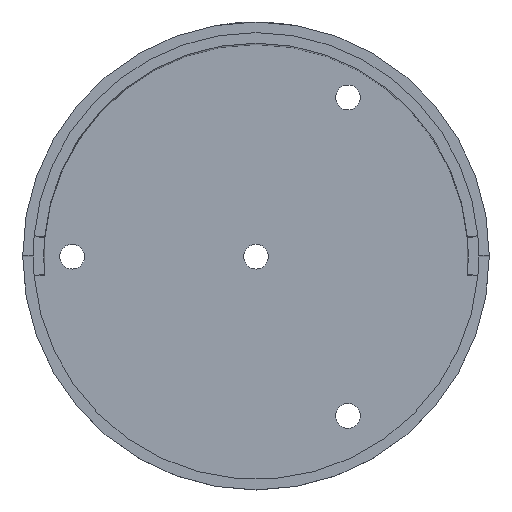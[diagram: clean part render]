
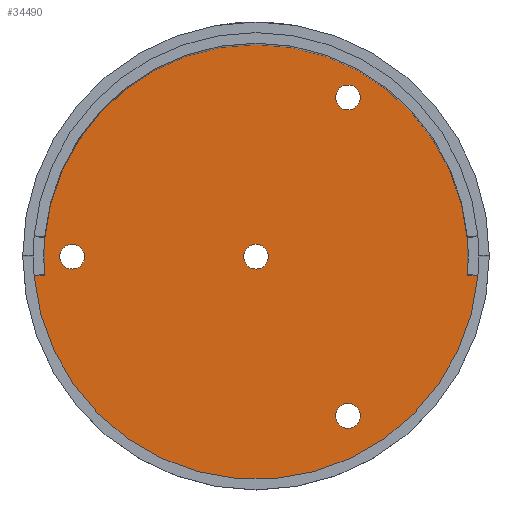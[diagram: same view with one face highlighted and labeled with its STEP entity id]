
A CAD part, top view. The second image highlights one B-rep face of the part: STEP entity #34490.
In plain terms, the highlighted planar face has unit normal (0, 0, 1).
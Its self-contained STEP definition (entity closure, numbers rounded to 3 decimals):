
#192 = EDGE_CURVE ( 'NONE', #12373, #17648, #3241, .T. ) ;
#426 = FACE_OUTER_BOUND ( 'NONE', #17520, .T. ) ;
#433 = DIRECTION ( 'NONE',  ( 0., -1., 0. ) ) ;
#524 = DIRECTION ( 'NONE',  ( 0., -1., 0. ) ) ;
#1511 = CIRCLE ( 'NONE', #23733, 1.75 ) ;
#1739 = CARTESIAN_POINT ( 'NONE',  ( -31.38, -2.745, 3. ) ) ;
#2069 = CARTESIAN_POINT ( 'NONE',  ( 0., -1.75, 3. ) ) ;
#2099 = VECTOR ( 'NONE', #26059, 1000. ) ;
#2359 = PLANE ( 'NONE',  #25898 ) ;
#2410 = CARTESIAN_POINT ( 'NONE',  ( 13., 22.517, 3. ) ) ;
#2434 = EDGE_CURVE ( 'NONE', #9590, #29440, #1511, .T. ) ;
#2472 = ORIENTED_EDGE ( 'NONE', *, *, #5617, .F. ) ;
#2761 = ORIENTED_EDGE ( 'NONE', *, *, #12248, .F. ) ;
#3241 = CIRCLE ( 'NONE', #10787, 1.75 ) ;
#3380 = CIRCLE ( 'NONE', #9754, 1.75 ) ;
#3537 = ORIENTED_EDGE ( 'NONE', *, *, #2434, .F. ) ;
#3689 = DIRECTION ( 'NONE',  ( 0., 0., 1. ) ) ;
#3922 = CARTESIAN_POINT ( 'NONE',  ( 13., 22.517, 3. ) ) ;
#4229 = AXIS2_PLACEMENT_3D ( 'NONE', #3922, #3689, #14214 ) ;
#4625 = AXIS2_PLACEMENT_3D ( 'NONE', #8477, #29939, #524 ) ;
#4759 = EDGE_CURVE ( 'NONE', #19579, #15841, #8714, .T. ) ;
#4925 = CARTESIAN_POINT ( 'NONE',  ( 0., 30., 3. ) ) ;
#5141 = DIRECTION ( 'NONE',  ( 0., 0., 1. ) ) ;
#5182 = CARTESIAN_POINT ( 'NONE',  ( 0., 0., 3. ) ) ;
#5270 = CARTESIAN_POINT ( 'NONE',  ( 0., 0., 3. ) ) ;
#5617 = EDGE_CURVE ( 'NONE', #28394, #8012, #33309, .T. ) ;
#5792 = VECTOR ( 'NONE', #26166, 1000. ) ;
#5868 = ORIENTED_EDGE ( 'NONE', *, *, #34337, .F. ) ;
#5979 = CARTESIAN_POINT ( 'NONE',  ( 0., 0., 3. ) ) ;
#6172 = DIRECTION ( 'NONE',  ( 0., 1., 0. ) ) ;
#6330 = DIRECTION ( 'NONE',  ( 0., 0., 1. ) ) ;
#6372 = ORIENTED_EDGE ( 'NONE', *, *, #33608, .F. ) ;
#7100 = CIRCLE ( 'NONE', #4625, 1.75 ) ;
#7331 = CARTESIAN_POINT ( 'NONE',  ( 0., 0., 3. ) ) ;
#7506 = CARTESIAN_POINT ( 'NONE',  ( -29.886, -2.615, 3. ) ) ;
#7606 = AXIS2_PLACEMENT_3D ( 'NONE', #7331, #31369, #18171 ) ;
#8012 = VERTEX_POINT ( 'NONE', #32752 ) ;
#8042 = CARTESIAN_POINT ( 'NONE',  ( 13., -24.267, 3. ) ) ;
#8310 = DIRECTION ( 'NONE',  ( 0., -1., 0. ) ) ;
#8477 = CARTESIAN_POINT ( 'NONE',  ( -26., 0., 3. ) ) ;
#8502 = CARTESIAN_POINT ( 'NONE',  ( 13., -22.517, 3. ) ) ;
#8714 = LINE ( 'NONE', #26053, #5792 ) ;
#8967 = ORIENTED_EDGE ( 'NONE', *, *, #29443, .F. ) ;
#9199 = CARTESIAN_POINT ( 'NONE',  ( 0., 0., 3. ) ) ;
#9442 = AXIS2_PLACEMENT_3D ( 'NONE', #5979, #6330, #22289 ) ;
#9445 = CIRCLE ( 'NONE', #7606, 1.75 ) ;
#9590 = VERTEX_POINT ( 'NONE', #28125 ) ;
#9754 = AXIS2_PLACEMENT_3D ( 'NONE', #5270, #24290, #8310 ) ;
#9851 = DIRECTION ( 'NONE',  ( 0., 0., 1. ) ) ;
#9921 = EDGE_CURVE ( 'NONE', #8012, #28394, #14089, .T. ) ;
#10787 = AXIS2_PLACEMENT_3D ( 'NONE', #15459, #9851, #34091 ) ;
#11669 = AXIS2_PLACEMENT_3D ( 'NONE', #5182, #13144, #18605 ) ;
#12248 = EDGE_CURVE ( 'NONE', #13879, #28047, #9445, .T. ) ;
#12373 = VERTEX_POINT ( 'NONE', #25768 ) ;
#12698 = EDGE_LOOP ( 'NONE', ( #29258, #2761 ) ) ;
#13144 = DIRECTION ( 'NONE',  ( 0., 0., -1. ) ) ;
#13879 = VERTEX_POINT ( 'NONE', #27149 ) ;
#14089 = CIRCLE ( 'NONE', #4229, 1.75 ) ;
#14214 = DIRECTION ( 'NONE',  ( 0., -1., 0. ) ) ;
#14282 = VERTEX_POINT ( 'NONE', #31781 ) ;
#15459 = CARTESIAN_POINT ( 'NONE',  ( -26., 0., 3. ) ) ;
#15739 = VERTEX_POINT ( 'NONE', #1739 ) ;
#15841 = VERTEX_POINT ( 'NONE', #31163 ) ;
#15881 = CIRCLE ( 'NONE', #33454, 1.75 ) ;
#17147 = LINE ( 'NONE', #7506, #2099 ) ;
#17520 = EDGE_LOOP ( 'NONE', ( #5868, #32810, #19927, #18696, #21264 ) ) ;
#17648 = VERTEX_POINT ( 'NONE', #27948 ) ;
#18171 = DIRECTION ( 'NONE',  ( 0., -1., 0. ) ) ;
#18541 = EDGE_CURVE ( 'NONE', #14282, #20266, #21454, .T. ) ;
#18605 = DIRECTION ( 'NONE',  ( 0., 1., 0. ) ) ;
#18696 = ORIENTED_EDGE ( 'NONE', *, *, #22256, .F. ) ;
#18739 = DIRECTION ( 'NONE',  ( 0., -1., 0. ) ) ;
#19213 = FACE_BOUND ( 'NONE', #29705, .T. ) ;
#19579 = VERTEX_POINT ( 'NONE', #23916 ) ;
#19927 = ORIENTED_EDGE ( 'NONE', *, *, #4759, .F. ) ;
#20266 = VERTEX_POINT ( 'NONE', #4925 ) ;
#20554 = ORIENTED_EDGE ( 'NONE', *, *, #192, .F. ) ;
#21018 = DIRECTION ( 'NONE',  ( 0., 1., 0. ) ) ;
#21068 = AXIS2_PLACEMENT_3D ( 'NONE', #2410, #24108, #18739 ) ;
#21237 = DIRECTION ( 'NONE',  ( 0., -1., 0. ) ) ;
#21264 = ORIENTED_EDGE ( 'NONE', *, *, #18541, .F. ) ;
#21454 = CIRCLE ( 'NONE', #11669, 30. ) ;
#21555 = EDGE_CURVE ( 'NONE', #15739, #15841, #31448, .T. ) ;
#21709 = FACE_BOUND ( 'NONE', #33505, .T. ) ;
#22256 = EDGE_CURVE ( 'NONE', #20266, #19579, #25575, .T. ) ;
#22289 = DIRECTION ( 'NONE',  ( 0., 1., 0. ) ) ;
#23733 = AXIS2_PLACEMENT_3D ( 'NONE', #34425, #5141, #21237 ) ;
#23772 = EDGE_LOOP ( 'NONE', ( #20554, #6372 ) ) ;
#23916 = CARTESIAN_POINT ( 'NONE',  ( 29.886, -2.615, 3. ) ) ;
#24108 = DIRECTION ( 'NONE',  ( 0., 0., 1. ) ) ;
#24290 = DIRECTION ( 'NONE',  ( 0., 0., 1. ) ) ;
#25486 = FACE_BOUND ( 'NONE', #12698, .T. ) ;
#25575 = CIRCLE ( 'NONE', #30911, 30. ) ;
#25768 = CARTESIAN_POINT ( 'NONE',  ( -26., -1.75, 3. ) ) ;
#25898 = AXIS2_PLACEMENT_3D ( 'NONE', #28974, #26403, #21018 ) ;
#26053 = CARTESIAN_POINT ( 'NONE',  ( 31.38, -2.745, 3. ) ) ;
#26059 = DIRECTION ( 'NONE',  ( 0.996, 0.087, 0. ) ) ;
#26166 = DIRECTION ( 'NONE',  ( 0.996, -0.087, 0. ) ) ;
#26403 = DIRECTION ( 'NONE',  ( 0., 0., -1. ) ) ;
#26874 = CARTESIAN_POINT ( 'NONE',  ( 13., 24.267, 3. ) ) ;
#27149 = CARTESIAN_POINT ( 'NONE',  ( 0., 1.75, 3. ) ) ;
#27237 = ORIENTED_EDGE ( 'NONE', *, *, #9921, .F. ) ;
#27948 = CARTESIAN_POINT ( 'NONE',  ( -26., 1.75, 3. ) ) ;
#28047 = VERTEX_POINT ( 'NONE', #2069 ) ;
#28125 = CARTESIAN_POINT ( 'NONE',  ( 13., -20.767, 3. ) ) ;
#28174 = EDGE_CURVE ( 'NONE', #28047, #13879, #3380, .T. ) ;
#28394 = VERTEX_POINT ( 'NONE', #26874 ) ;
#28832 = FACE_BOUND ( 'NONE', #23772, .T. ) ;
#28974 = CARTESIAN_POINT ( 'NONE',  ( 0., 0., 3. ) ) ;
#29258 = ORIENTED_EDGE ( 'NONE', *, *, #28174, .F. ) ;
#29440 = VERTEX_POINT ( 'NONE', #8042 ) ;
#29443 = EDGE_CURVE ( 'NONE', #29440, #9590, #15881, .T. ) ;
#29705 = EDGE_LOOP ( 'NONE', ( #27237, #2472 ) ) ;
#29939 = DIRECTION ( 'NONE',  ( 0., 0., 1. ) ) ;
#30321 = DIRECTION ( 'NONE',  ( 0., 0., -1. ) ) ;
#30911 = AXIS2_PLACEMENT_3D ( 'NONE', #9199, #30321, #6172 ) ;
#31163 = CARTESIAN_POINT ( 'NONE',  ( 31.38, -2.745, 3. ) ) ;
#31369 = DIRECTION ( 'NONE',  ( 0., 0., 1. ) ) ;
#31448 = CIRCLE ( 'NONE', #9442, 31.5 ) ;
#31781 = CARTESIAN_POINT ( 'NONE',  ( -29.886, -2.615, 3. ) ) ;
#32300 = DIRECTION ( 'NONE',  ( 0., 0., 1. ) ) ;
#32752 = CARTESIAN_POINT ( 'NONE',  ( 13., 20.767, 3. ) ) ;
#32810 = ORIENTED_EDGE ( 'NONE', *, *, #21555, .T. ) ;
#33309 = CIRCLE ( 'NONE', #21068, 1.75 ) ;
#33454 = AXIS2_PLACEMENT_3D ( 'NONE', #8502, #32300, #433 ) ;
#33505 = EDGE_LOOP ( 'NONE', ( #8967, #3537 ) ) ;
#33608 = EDGE_CURVE ( 'NONE', #17648, #12373, #7100, .T. ) ;
#34091 = DIRECTION ( 'NONE',  ( 0., -1., 0. ) ) ;
#34337 = EDGE_CURVE ( 'NONE', #15739, #14282, #17147, .T. ) ;
#34425 = CARTESIAN_POINT ( 'NONE',  ( 13., -22.517, 3. ) ) ;
#34490 = ADVANCED_FACE ( 'NONE', ( #21709, #25486, #19213, #28832, #426 ), #2359, .F. ) ;
